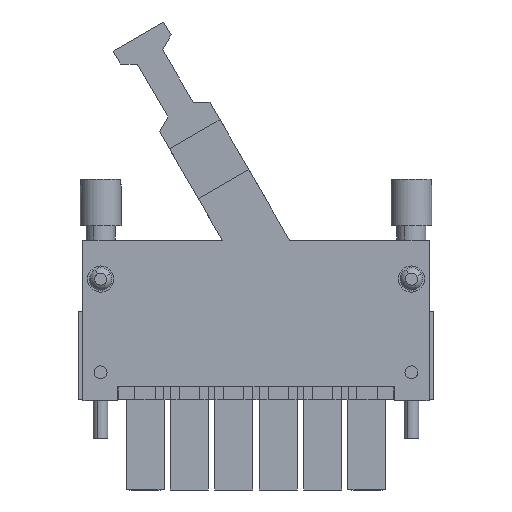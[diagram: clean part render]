
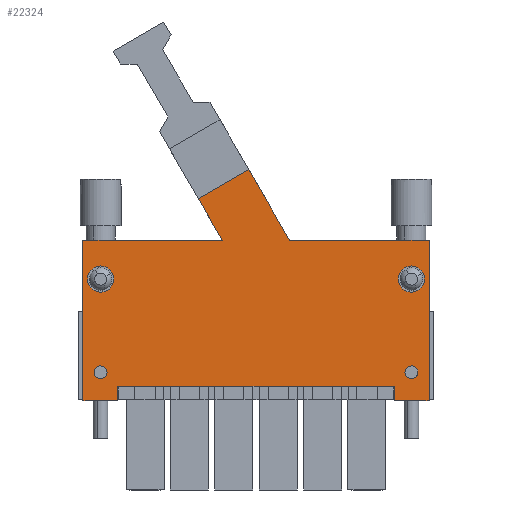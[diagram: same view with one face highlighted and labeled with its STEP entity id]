
A CAD part, front view. The second image highlights one B-rep face of the part: STEP entity #22324.
In plain terms, the highlighted planar face has unit normal (0, -1, 0).
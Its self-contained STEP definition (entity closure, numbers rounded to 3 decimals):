
#22152=AXIS2_PLACEMENT_3D('Plane Axis2P3D',#22149,#22150,#22151) ;
#22254=AXIS2_PLACEMENT_3D('Circle Axis2P3D',#22252,#22253,$) ;
#22263=AXIS2_PLACEMENT_3D('Circle Axis2P3D',#22261,#22262,$) ;
#22272=AXIS2_PLACEMENT_3D('Circle Axis2P3D',#22270,#22271,$) ;
#22281=AXIS2_PLACEMENT_3D('Circle Axis2P3D',#22279,#22280,$) ;
#22290=AXIS2_PLACEMENT_3D('Circle Axis2P3D',#22288,#22289,$) ;
#22299=AXIS2_PLACEMENT_3D('Circle Axis2P3D',#22297,#22298,$) ;
#22308=AXIS2_PLACEMENT_3D('Circle Axis2P3D',#22306,#22307,$) ;
#22317=AXIS2_PLACEMENT_3D('Circle Axis2P3D',#22315,#22316,$) ;
#22149=CARTESIAN_POINT('Axis2P3D Location',(0.,1.6,0.)) ;
#22154=CARTESIAN_POINT('Line Origine',(0.78,1.6,29.1)) ;
#22158=CARTESIAN_POINT('Vertex',(0.78,1.6,42.85)) ;
#22160=CARTESIAN_POINT('Vertex',(0.78,1.6,15.35)) ;
#22163=CARTESIAN_POINT('Line Origine',(3.77,1.6,15.35)) ;
#22167=CARTESIAN_POINT('Vertex',(6.76,1.6,15.35)) ;
#22170=CARTESIAN_POINT('Line Origine',(6.76,1.6,16.575)) ;
#22174=CARTESIAN_POINT('Vertex',(6.76,1.6,17.8)) ;
#22177=CARTESIAN_POINT('Line Origine',(30.481,1.6,17.8)) ;
#22181=CARTESIAN_POINT('Vertex',(54.201,1.6,17.8)) ;
#22184=CARTESIAN_POINT('Line Origine',(54.201,1.6,16.575)) ;
#22188=CARTESIAN_POINT('Vertex',(54.201,1.6,15.35)) ;
#22191=CARTESIAN_POINT('Line Origine',(57.191,1.6,15.35)) ;
#22195=CARTESIAN_POINT('Vertex',(60.181,1.6,15.35)) ;
#22198=CARTESIAN_POINT('Line Origine',(60.181,1.6,29.1)) ;
#22202=CARTESIAN_POINT('Vertex',(60.181,1.6,42.85)) ;
#22205=CARTESIAN_POINT('Line Origine',(48.218,1.6,42.85)) ;
#22209=CARTESIAN_POINT('Vertex',(36.255,1.6,42.85)) ;
#22212=CARTESIAN_POINT('Line Origine',(32.749,1.6,48.924)) ;
#22216=CARTESIAN_POINT('Vertex',(29.242,1.6,54.998)) ;
#22219=CARTESIAN_POINT('Line Origine',(24.911,1.6,52.497)) ;
#22223=CARTESIAN_POINT('Vertex',(20.58,1.6,49.997)) ;
#22226=CARTESIAN_POINT('Line Origine',(22.643,1.6,46.423)) ;
#22230=CARTESIAN_POINT('Vertex',(24.706,1.6,42.85)) ;
#22233=CARTESIAN_POINT('Line Origine',(12.743,1.6,42.85)) ;
#22252=CARTESIAN_POINT('Axis2P3D Location',(3.81,1.6,20.2)) ;
#22256=CARTESIAN_POINT('Vertex',(4.775,1.6,20.727)) ;
#22258=CARTESIAN_POINT('Vertex',(2.845,1.6,19.673)) ;
#22261=CARTESIAN_POINT('Axis2P3D Location',(3.81,1.6,20.2)) ;
#22270=CARTESIAN_POINT('Axis2P3D Location',(3.81,1.6,36.6)) ;
#22274=CARTESIAN_POINT('Vertex',(2.406,1.6,35.833)) ;
#22276=CARTESIAN_POINT('Vertex',(5.214,1.6,37.367)) ;
#22279=CARTESIAN_POINT('Axis2P3D Location',(3.81,1.6,36.6)) ;
#22288=CARTESIAN_POINT('Axis2P3D Location',(57.15,1.6,20.2)) ;
#22292=CARTESIAN_POINT('Vertex',(58.115,1.6,19.673)) ;
#22294=CARTESIAN_POINT('Vertex',(56.185,1.6,20.727)) ;
#22297=CARTESIAN_POINT('Axis2P3D Location',(57.15,1.6,20.2)) ;
#22306=CARTESIAN_POINT('Axis2P3D Location',(57.15,1.6,36.6)) ;
#22310=CARTESIAN_POINT('Vertex',(55.746,1.6,37.367)) ;
#22312=CARTESIAN_POINT('Vertex',(58.554,1.6,35.833)) ;
#22315=CARTESIAN_POINT('Axis2P3D Location',(57.15,1.6,36.6)) ;
#22150=DIRECTION('Axis2P3D Direction',(0.,-1.,0.)) ;
#22151=DIRECTION('Axis2P3D XDirection',(1.,0.,0.)) ;
#22155=DIRECTION('Vector Direction',(0.,0.,-1.)) ;
#22164=DIRECTION('Vector Direction',(-1.,0.,0.)) ;
#22171=DIRECTION('Vector Direction',(0.,0.,1.)) ;
#22178=DIRECTION('Vector Direction',(1.,0.,0.)) ;
#22185=DIRECTION('Vector Direction',(0.,0.,-1.)) ;
#22192=DIRECTION('Vector Direction',(-1.,0.,0.)) ;
#22199=DIRECTION('Vector Direction',(0.,0.,1.)) ;
#22206=DIRECTION('Vector Direction',(1.,0.,0.)) ;
#22213=DIRECTION('Vector Direction',(0.5,0.,-0.866)) ;
#22220=DIRECTION('Vector Direction',(0.866,0.,0.5)) ;
#22227=DIRECTION('Vector Direction',(0.5,0.,-0.866)) ;
#22234=DIRECTION('Vector Direction',(1.,0.,0.)) ;
#22253=DIRECTION('Axis2P3D Direction',(0.,-1.,0.)) ;
#22262=DIRECTION('Axis2P3D Direction',(0.,-1.,0.)) ;
#22271=DIRECTION('Axis2P3D Direction',(0.,-1.,0.)) ;
#22280=DIRECTION('Axis2P3D Direction',(0.,-1.,0.)) ;
#22289=DIRECTION('Axis2P3D Direction',(0.,-1.,0.)) ;
#22298=DIRECTION('Axis2P3D Direction',(0.,-1.,0.)) ;
#22307=DIRECTION('Axis2P3D Direction',(0.,-1.,0.)) ;
#22316=DIRECTION('Axis2P3D Direction',(0.,-1.,0.)) ;
#22156=VECTOR('Line Direction',#22155,1.) ;
#22165=VECTOR('Line Direction',#22164,1.) ;
#22172=VECTOR('Line Direction',#22171,1.) ;
#22179=VECTOR('Line Direction',#22178,1.) ;
#22186=VECTOR('Line Direction',#22185,1.) ;
#22193=VECTOR('Line Direction',#22192,1.) ;
#22200=VECTOR('Line Direction',#22199,1.) ;
#22207=VECTOR('Line Direction',#22206,1.) ;
#22214=VECTOR('Line Direction',#22213,1.) ;
#22221=VECTOR('Line Direction',#22220,1.) ;
#22228=VECTOR('Line Direction',#22227,1.) ;
#22235=VECTOR('Line Direction',#22234,1.) ;
#22239=ORIENTED_EDGE('',*,*,#22162,.T.) ;
#22240=ORIENTED_EDGE('',*,*,#22169,.T.) ;
#22241=ORIENTED_EDGE('',*,*,#22176,.T.) ;
#22242=ORIENTED_EDGE('',*,*,#22183,.T.) ;
#22243=ORIENTED_EDGE('',*,*,#22190,.T.) ;
#22244=ORIENTED_EDGE('',*,*,#22197,.T.) ;
#22245=ORIENTED_EDGE('',*,*,#22204,.T.) ;
#22246=ORIENTED_EDGE('',*,*,#22211,.T.) ;
#22247=ORIENTED_EDGE('',*,*,#22218,.F.) ;
#22248=ORIENTED_EDGE('',*,*,#22225,.F.) ;
#22249=ORIENTED_EDGE('',*,*,#22232,.F.) ;
#22250=ORIENTED_EDGE('',*,*,#22237,.T.) ;
#22267=ORIENTED_EDGE('',*,*,#22260,.F.) ;
#22268=ORIENTED_EDGE('',*,*,#22265,.F.) ;
#22285=ORIENTED_EDGE('',*,*,#22278,.F.) ;
#22286=ORIENTED_EDGE('',*,*,#22283,.F.) ;
#22303=ORIENTED_EDGE('',*,*,#22296,.F.) ;
#22304=ORIENTED_EDGE('',*,*,#22301,.F.) ;
#22321=ORIENTED_EDGE('',*,*,#22314,.F.) ;
#22322=ORIENTED_EDGE('',*,*,#22319,.F.) ;
#22269=FACE_BOUND('',#22266,.T.) ;
#22287=FACE_BOUND('',#22284,.T.) ;
#22305=FACE_BOUND('',#22302,.T.) ;
#22323=FACE_BOUND('',#22320,.T.) ;
#22324=ADVANCED_FACE('42957_SIBL BVZ(F)7.62HP-04_200 GB',(#22251,#22269,#22287,#22305,#22323),#22153,.T.) ;
#22255=CIRCLE('generated circle',#22254,1.1) ;
#22264=CIRCLE('generated circle',#22263,1.1) ;
#22273=CIRCLE('generated circle',#22272,1.6) ;
#22282=CIRCLE('generated circle',#22281,1.6) ;
#22291=CIRCLE('generated circle',#22290,1.1) ;
#22300=CIRCLE('generated circle',#22299,1.1) ;
#22309=CIRCLE('generated circle',#22308,1.6) ;
#22318=CIRCLE('generated circle',#22317,1.6) ;
#22162=EDGE_CURVE('',#22159,#22161,#22157,.T.) ;
#22169=EDGE_CURVE('',#22161,#22168,#22166,.F.) ;
#22176=EDGE_CURVE('',#22168,#22175,#22173,.T.) ;
#22183=EDGE_CURVE('',#22175,#22182,#22180,.T.) ;
#22190=EDGE_CURVE('',#22182,#22189,#22187,.T.) ;
#22197=EDGE_CURVE('',#22189,#22196,#22194,.F.) ;
#22204=EDGE_CURVE('',#22196,#22203,#22201,.T.) ;
#22211=EDGE_CURVE('',#22203,#22210,#22208,.F.) ;
#22218=EDGE_CURVE('',#22217,#22210,#22215,.T.) ;
#22225=EDGE_CURVE('',#22224,#22217,#22222,.T.) ;
#22232=EDGE_CURVE('',#22231,#22224,#22229,.F.) ;
#22237=EDGE_CURVE('',#22231,#22159,#22236,.F.) ;
#22260=EDGE_CURVE('',#22257,#22259,#22255,.T.) ;
#22265=EDGE_CURVE('',#22259,#22257,#22264,.T.) ;
#22278=EDGE_CURVE('',#22275,#22277,#22273,.T.) ;
#22283=EDGE_CURVE('',#22277,#22275,#22282,.T.) ;
#22296=EDGE_CURVE('',#22293,#22295,#22291,.T.) ;
#22301=EDGE_CURVE('',#22295,#22293,#22300,.T.) ;
#22314=EDGE_CURVE('',#22311,#22313,#22309,.T.) ;
#22319=EDGE_CURVE('',#22313,#22311,#22318,.T.) ;
#22238=EDGE_LOOP('',(#22239,#22240,#22241,#22242,#22243,#22244,#22245,#22246,#22247,#22248,#22249,#22250)) ;
#22266=EDGE_LOOP('',(#22267,#22268)) ;
#22284=EDGE_LOOP('',(#22285,#22286)) ;
#22302=EDGE_LOOP('',(#22303,#22304)) ;
#22320=EDGE_LOOP('',(#22321,#22322)) ;
#22251=FACE_OUTER_BOUND('',#22238,.T.) ;
#22157=LINE('Line',#22154,#22156) ;
#22166=LINE('Line',#22163,#22165) ;
#22173=LINE('Line',#22170,#22172) ;
#22180=LINE('Line',#22177,#22179) ;
#22187=LINE('Line',#22184,#22186) ;
#22194=LINE('Line',#22191,#22193) ;
#22201=LINE('Line',#22198,#22200) ;
#22208=LINE('Line',#22205,#22207) ;
#22215=LINE('Line',#22212,#22214) ;
#22222=LINE('Line',#22219,#22221) ;
#22229=LINE('Line',#22226,#22228) ;
#22236=LINE('Line',#22233,#22235) ;
#22153=PLANE('',#22152) ;
#22159=VERTEX_POINT('',#22158) ;
#22161=VERTEX_POINT('',#22160) ;
#22168=VERTEX_POINT('',#22167) ;
#22175=VERTEX_POINT('',#22174) ;
#22182=VERTEX_POINT('',#22181) ;
#22189=VERTEX_POINT('',#22188) ;
#22196=VERTEX_POINT('',#22195) ;
#22203=VERTEX_POINT('',#22202) ;
#22210=VERTEX_POINT('',#22209) ;
#22217=VERTEX_POINT('',#22216) ;
#22224=VERTEX_POINT('',#22223) ;
#22231=VERTEX_POINT('',#22230) ;
#22257=VERTEX_POINT('',#22256) ;
#22259=VERTEX_POINT('',#22258) ;
#22275=VERTEX_POINT('',#22274) ;
#22277=VERTEX_POINT('',#22276) ;
#22293=VERTEX_POINT('',#22292) ;
#22295=VERTEX_POINT('',#22294) ;
#22311=VERTEX_POINT('',#22310) ;
#22313=VERTEX_POINT('',#22312) ;
